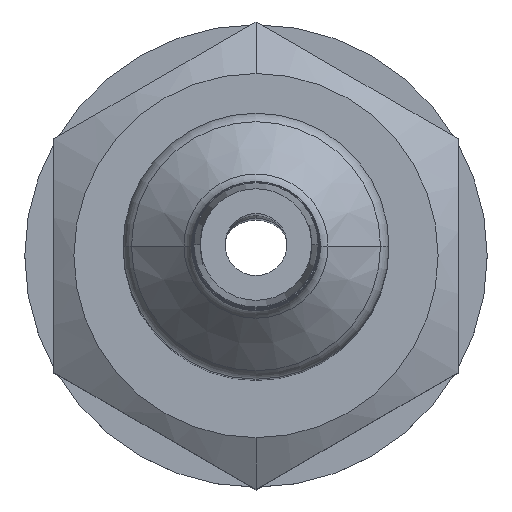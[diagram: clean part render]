
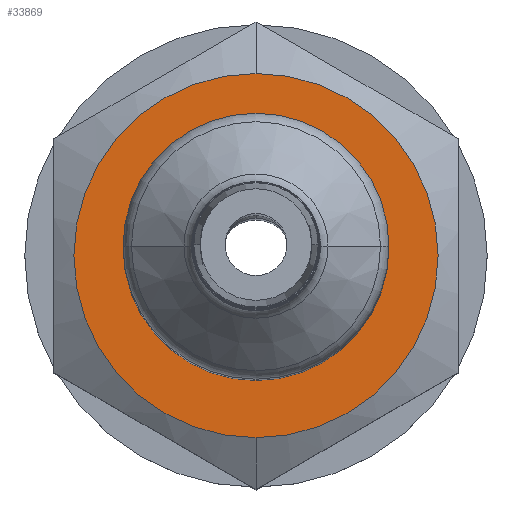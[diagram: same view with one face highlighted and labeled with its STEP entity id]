
A CAD part, top view. The second image highlights one B-rep face of the part: STEP entity #33869.
In plain terms, the highlighted planar face has unit normal (0, 0, 1).
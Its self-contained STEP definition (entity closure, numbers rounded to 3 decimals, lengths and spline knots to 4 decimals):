
#33560=CARTESIAN_POINT('',(0.,0.,2.544));
#33561=DIRECTION('',(0.,0.,1.));
#33562=DIRECTION('',(-1.,0.,0.));
#33563=AXIS2_PLACEMENT_3D('',#33560,#33561,#33562);
#33565=CARTESIAN_POINT('',(0.,0.,2.544));
#33566=DIRECTION('',(0.,0.,1.));
#33567=DIRECTION('',(1.,0.,0.));
#33568=AXIS2_PLACEMENT_3D('',#33565,#33566,#33567);
#33570=CARTESIAN_POINT('',(0.,0.,2.544));
#33571=DIRECTION('',(0.,0.,1.));
#33572=DIRECTION('',(0.,1.,0.));
#33573=AXIS2_PLACEMENT_3D('',#33570,#33571,#33572);
#33575=CARTESIAN_POINT('',(0.,0.,2.544));
#33576=DIRECTION('',(0.,0.,1.));
#33577=DIRECTION('',(0.,-1.,0.));
#33578=AXIS2_PLACEMENT_3D('',#33575,#33576,#33577);
#33777=CARTESIAN_POINT('',(-1.65,0.,2.544));
#33779=VERTEX_POINT('',#33777);
#33781=CARTESIAN_POINT('',(1.65,0.,2.544));
#33783=VERTEX_POINT('',#33781);
#33784=CARTESIAN_POINT('',(0.,3.15,2.544));
#33786=VERTEX_POINT('',#33784);
#33792=CARTESIAN_POINT('',(0.,-3.15,2.544));
#33794=VERTEX_POINT('',#33792);
#33854=CARTESIAN_POINT('',(0.,0.,2.544));
#33855=DIRECTION('',(0.,0.,1.));
#33856=DIRECTION('',(1.,0.,0.));
#33857=AXIS2_PLACEMENT_3D('',#33854,#33855,#33856);
#33858=PLANE('',#33857);
#33860=ORIENTED_EDGE('',*,*,#33859,.F.);
#33862=ORIENTED_EDGE('',*,*,#33861,.F.);
#33863=EDGE_LOOP('',(#33860,#33862));
#33864=FACE_OUTER_BOUND('',#33863,.F.);
#33865=ORIENTED_EDGE('',*,*,#33836,.T.);
#33866=ORIENTED_EDGE('',*,*,#33847,.T.);
#33867=EDGE_LOOP('',(#33865,#33866));
#33868=FACE_BOUND('',#33867,.F.);
#33869=ADVANCED_FACE('',(#33864,#33868),#33858,.T.);
#33564=CIRCLE('',#33563,1.65);
#33569=CIRCLE('',#33568,1.65);
#33574=CIRCLE('',#33573,3.15);
#33579=CIRCLE('',#33578,3.15);
#33836=EDGE_CURVE('',#33779,#33783,#33564,.T.);
#33847=EDGE_CURVE('',#33783,#33779,#33569,.T.);
#33859=EDGE_CURVE('',#33786,#33794,#33574,.T.);
#33861=EDGE_CURVE('',#33794,#33786,#33579,.T.);
